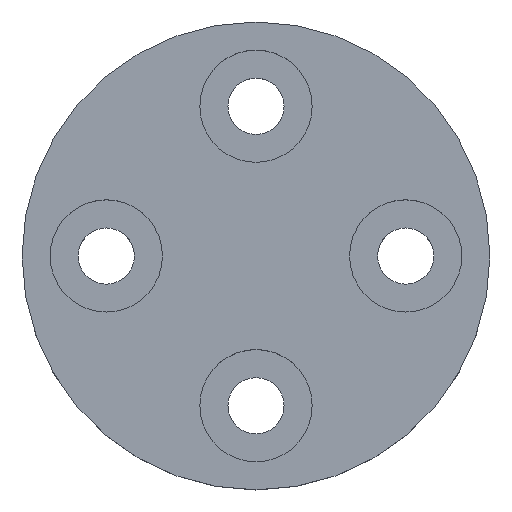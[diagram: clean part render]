
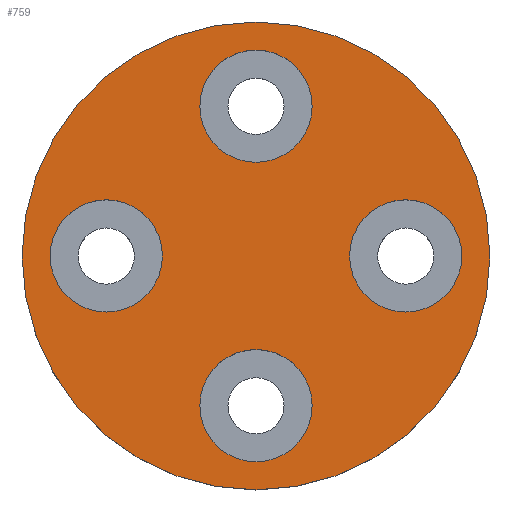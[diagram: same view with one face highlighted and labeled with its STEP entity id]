
A CAD part, top view. The second image highlights one B-rep face of the part: STEP entity #759.
In plain terms, the highlighted planar face has unit normal (0, 0, 1).
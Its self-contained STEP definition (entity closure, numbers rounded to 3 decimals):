
#3 = DIRECTION ( 'NONE',  ( 1., 0., 0. ) ) ;
#4 = CIRCLE ( 'NONE', #453, 3. ) ;
#5 = AXIS2_PLACEMENT_3D ( 'NONE', #429, #487, #726 ) ;
#8 = CARTESIAN_POINT ( 'NONE',  ( -12.5, 0., 3.7 ) ) ;
#13 = VERTEX_POINT ( 'NONE', #227 ) ;
#38 = ORIENTED_EDGE ( 'NONE', *, *, #360, .F. ) ;
#56 = FACE_OUTER_BOUND ( 'NONE', #460, .T. ) ;
#59 = DIRECTION ( 'NONE',  ( 1., 0., 0. ) ) ;
#62 = VERTEX_POINT ( 'NONE', #597 ) ;
#89 = AXIS2_PLACEMENT_3D ( 'NONE', #624, #126, #142 ) ;
#92 = ORIENTED_EDGE ( 'NONE', *, *, #691, .F. ) ;
#100 = CARTESIAN_POINT ( 'NONE',  ( 3., -8., 3.7 ) ) ;
#110 = DIRECTION ( 'NONE',  ( 0., 0., 1. ) ) ;
#126 = DIRECTION ( 'NONE',  ( 0., 0., 1. ) ) ;
#135 = CIRCLE ( 'NONE', #263, 3. ) ;
#139 = VERTEX_POINT ( 'NONE', #242 ) ;
#142 = DIRECTION ( 'NONE',  ( 1., 0., 0. ) ) ;
#154 = EDGE_CURVE ( 'NONE', #139, #166, #673, .T. ) ;
#162 = CIRCLE ( 'NONE', #344, 12.5 ) ;
#166 = VERTEX_POINT ( 'NONE', #100 ) ;
#171 = CARTESIAN_POINT ( 'NONE',  ( 12.5, 0., 3.7 ) ) ;
#177 = FACE_BOUND ( 'NONE', #408, .T. ) ;
#183 = ORIENTED_EDGE ( 'NONE', *, *, #333, .T. ) ;
#189 = ORIENTED_EDGE ( 'NONE', *, *, #324, .F. ) ;
#193 = CARTESIAN_POINT ( 'NONE',  ( -5., 0., 3.7 ) ) ;
#214 = DIRECTION ( 'NONE',  ( 1., 0., 0. ) ) ;
#224 = CARTESIAN_POINT ( 'NONE',  ( 0., -8., 3.7 ) ) ;
#227 = CARTESIAN_POINT ( 'NONE',  ( 3., 8., 3.7 ) ) ;
#235 = EDGE_CURVE ( 'NONE', #377, #294, #634, .T. ) ;
#240 = CIRCLE ( 'NONE', #5, 3. ) ;
#242 = CARTESIAN_POINT ( 'NONE',  ( -3., -8., 3.7 ) ) ;
#244 = ORIENTED_EDGE ( 'NONE', *, *, #612, .F. ) ;
#245 = CARTESIAN_POINT ( 'NONE',  ( 8., 0., 3.7 ) ) ;
#258 = EDGE_CURVE ( 'NONE', #389, #765, #459, .T. ) ;
#263 = AXIS2_PLACEMENT_3D ( 'NONE', #366, #434, #59 ) ;
#281 = CARTESIAN_POINT ( 'NONE',  ( 8., 0., 3.7 ) ) ;
#284 = AXIS2_PLACEMENT_3D ( 'NONE', #722, #352, #484 ) ;
#294 = VERTEX_POINT ( 'NONE', #8 ) ;
#296 = PLANE ( 'NONE',  #568 ) ;
#297 = DIRECTION ( 'NONE',  ( 0., 0., 1. ) ) ;
#301 = CARTESIAN_POINT ( 'NONE',  ( 5., 0., 3.7 ) ) ;
#303 = ORIENTED_EDGE ( 'NONE', *, *, #258, .F. ) ;
#305 = CIRCLE ( 'NONE', #654, 3. ) ;
#324 = EDGE_CURVE ( 'NONE', #765, #389, #619, .T. ) ;
#332 = VERTEX_POINT ( 'NONE', #670 ) ;
#333 = EDGE_CURVE ( 'NONE', #294, #377, #162, .T. ) ;
#335 = EDGE_LOOP ( 'NONE', ( #567, #467 ) ) ;
#344 = AXIS2_PLACEMENT_3D ( 'NONE', #681, #297, #3 ) ;
#352 = DIRECTION ( 'NONE',  ( 0., 0., 1. ) ) ;
#360 = EDGE_CURVE ( 'NONE', #62, #13, #135, .T. ) ;
#366 = CARTESIAN_POINT ( 'NONE',  ( 0., 8., 3.7 ) ) ;
#377 = VERTEX_POINT ( 'NONE', #171 ) ;
#389 = VERTEX_POINT ( 'NONE', #789 ) ;
#393 = EDGE_CURVE ( 'NONE', #439, #332, #240, .T. ) ;
#406 = DIRECTION ( 'NONE',  ( 0., 0., 1. ) ) ;
#408 = EDGE_LOOP ( 'NONE', ( #303, #189 ) ) ;
#409 = DIRECTION ( 'NONE',  ( 1., 0., 0. ) ) ;
#422 = FACE_BOUND ( 'NONE', #471, .T. ) ;
#424 = EDGE_CURVE ( 'NONE', #332, #439, #679, .T. ) ;
#429 = CARTESIAN_POINT ( 'NONE',  ( -8., 0., 3.7 ) ) ;
#432 = DIRECTION ( 'NONE',  ( 1., 0., 0. ) ) ;
#434 = DIRECTION ( 'NONE',  ( 0., 0., 1. ) ) ;
#439 = VERTEX_POINT ( 'NONE', #193 ) ;
#441 = DIRECTION ( 'NONE',  ( 0., 0., 1. ) ) ;
#453 = AXIS2_PLACEMENT_3D ( 'NONE', #710, #406, #409 ) ;
#459 = CIRCLE ( 'NONE', #573, 3. ) ;
#460 = EDGE_LOOP ( 'NONE', ( #183, #581 ) ) ;
#467 = ORIENTED_EDGE ( 'NONE', *, *, #424, .F. ) ;
#471 = EDGE_LOOP ( 'NONE', ( #92, #38 ) ) ;
#475 = DIRECTION ( 'NONE',  ( 0., 0., 1. ) ) ;
#484 = DIRECTION ( 'NONE',  ( 1., 0., 0. ) ) ;
#487 = DIRECTION ( 'NONE',  ( 0., 0., 1. ) ) ;
#498 = AXIS2_PLACEMENT_3D ( 'NONE', #583, #110, #778 ) ;
#546 = EDGE_LOOP ( 'NONE', ( #244, #702 ) ) ;
#550 = FACE_BOUND ( 'NONE', #335, .T. ) ;
#567 = ORIENTED_EDGE ( 'NONE', *, *, #393, .F. ) ;
#568 = AXIS2_PLACEMENT_3D ( 'NONE', #788, #725, #432 ) ;
#573 = AXIS2_PLACEMENT_3D ( 'NONE', #281, #475, #714 ) ;
#581 = ORIENTED_EDGE ( 'NONE', *, *, #235, .T. ) ;
#583 = CARTESIAN_POINT ( 'NONE',  ( 0., -8., 3.7 ) ) ;
#597 = CARTESIAN_POINT ( 'NONE',  ( -3., 8., 3.7 ) ) ;
#599 = DIRECTION ( 'NONE',  ( 0., 0., 1. ) ) ;
#603 = FACE_BOUND ( 'NONE', #546, .T. ) ;
#612 = EDGE_CURVE ( 'NONE', #166, #139, #305, .T. ) ;
#619 = CIRCLE ( 'NONE', #689, 3. ) ;
#624 = CARTESIAN_POINT ( 'NONE',  ( -8., 0., 3.7 ) ) ;
#634 = CIRCLE ( 'NONE', #284, 12.5 ) ;
#654 = AXIS2_PLACEMENT_3D ( 'NONE', #224, #599, #214 ) ;
#670 = CARTESIAN_POINT ( 'NONE',  ( -11., 0., 3.7 ) ) ;
#673 = CIRCLE ( 'NONE', #498, 3. ) ;
#677 = DIRECTION ( 'NONE',  ( 1., 0., 0. ) ) ;
#679 = CIRCLE ( 'NONE', #89, 3. ) ;
#681 = CARTESIAN_POINT ( 'NONE',  ( 0., 0., 3.7 ) ) ;
#689 = AXIS2_PLACEMENT_3D ( 'NONE', #245, #441, #677 ) ;
#691 = EDGE_CURVE ( 'NONE', #13, #62, #4, .T. ) ;
#702 = ORIENTED_EDGE ( 'NONE', *, *, #154, .F. ) ;
#710 = CARTESIAN_POINT ( 'NONE',  ( 0., 8., 3.7 ) ) ;
#714 = DIRECTION ( 'NONE',  ( 1., 0., 0. ) ) ;
#722 = CARTESIAN_POINT ( 'NONE',  ( 0., 0., 3.7 ) ) ;
#725 = DIRECTION ( 'NONE',  ( 0., 0., 1. ) ) ;
#726 = DIRECTION ( 'NONE',  ( 1., 0., 0. ) ) ;
#759 = ADVANCED_FACE ( 'NONE', ( #422, #177, #603, #550, #56 ), #296, .T. ) ;
#765 = VERTEX_POINT ( 'NONE', #301 ) ;
#778 = DIRECTION ( 'NONE',  ( 1., 0., 0. ) ) ;
#788 = CARTESIAN_POINT ( 'NONE',  ( 0., 0., 3.7 ) ) ;
#789 = CARTESIAN_POINT ( 'NONE',  ( 11., 0., 3.7 ) ) ;
